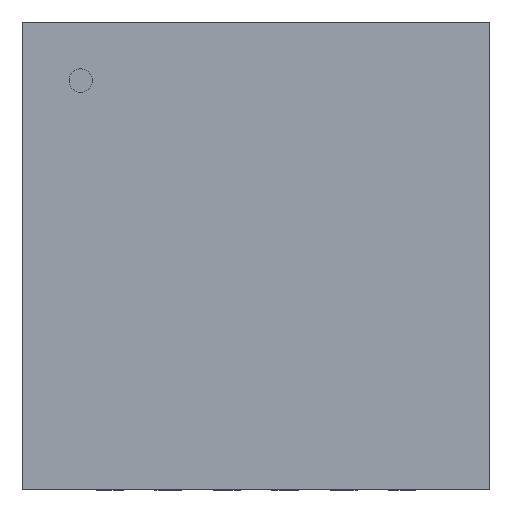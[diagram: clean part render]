
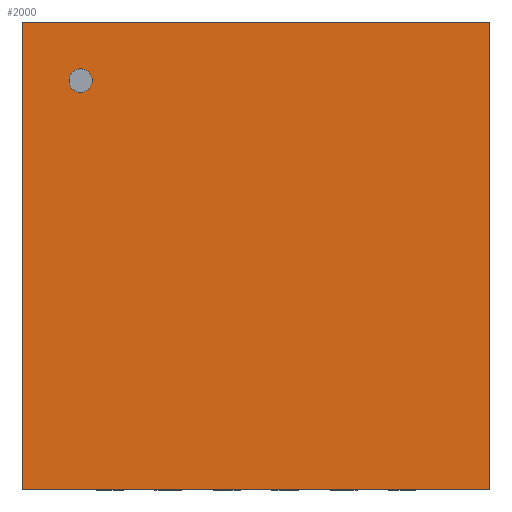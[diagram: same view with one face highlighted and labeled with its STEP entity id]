
A CAD part, top view. The second image highlights one B-rep face of the part: STEP entity #2000.
In plain terms, the highlighted planar face has unit normal (0, 0, 1).
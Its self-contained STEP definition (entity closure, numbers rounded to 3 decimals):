
#35 = VERTEX_POINT('',#36);
#36 = CARTESIAN_POINT('',(-1.4,1.5,0.92));
#42 = EDGE_CURVE('',#43,#35,#45,.T.);
#43 = VERTEX_POINT('',#44);
#44 = CARTESIAN_POINT('',(-1.6,1.5,0.92));
#45 = CIRCLE('',#46,0.1);
#46 = AXIS2_PLACEMENT_3D('',#47,#48,#49);
#47 = CARTESIAN_POINT('',(-1.5,1.5,0.92));
#48 = DIRECTION('',(0.,0.,1.));
#49 = DIRECTION('',(1.,0.,0.));
#1164 = VERTEX_POINT('',#1165);
#1165 = CARTESIAN_POINT('',(-2.,2.,0.92));
#1171 = EDGE_CURVE('',#1172,#1164,#1174,.T.);
#1172 = VERTEX_POINT('',#1173);
#1173 = CARTESIAN_POINT('',(2.,2.,0.92));
#1174 = LINE('',#1175,#1176);
#1175 = CARTESIAN_POINT('',(-2.,2.,0.92));
#1176 = VECTOR('',#1177,1.);
#1177 = DIRECTION('',(-1.,0.,0.));
#1319 = EDGE_CURVE('',#1320,#1172,#1322,.T.);
#1320 = VERTEX_POINT('',#1321);
#1321 = CARTESIAN_POINT('',(2.,-2.,0.92));
#1322 = LINE('',#1323,#1324);
#1323 = CARTESIAN_POINT('',(2.,-2.,0.92));
#1324 = VECTOR('',#1325,1.);
#1325 = DIRECTION('',(0.,1.,0.));
#1790 = EDGE_CURVE('',#1791,#1320,#1793,.T.);
#1791 = VERTEX_POINT('',#1792);
#1792 = CARTESIAN_POINT('',(-2.,-2.,0.92));
#1793 = LINE('',#1794,#1795);
#1794 = CARTESIAN_POINT('',(-2.,-2.,0.92));
#1795 = VECTOR('',#1796,1.);
#1796 = DIRECTION('',(1.,0.,0.));
#1953 = EDGE_CURVE('',#1164,#1791,#1954,.T.);
#1954 = LINE('',#1955,#1956);
#1955 = CARTESIAN_POINT('',(-2.,-2.,0.92));
#1956 = VECTOR('',#1957,1.);
#1957 = DIRECTION('',(0.,-1.,0.));
#2000 = ADVANCED_FACE('',(#2001,#2011),#2017,.T.);
#2001 = FACE_BOUND('',#2002,.T.);
#2002 = EDGE_LOOP('',(#2003,#2010));
#2003 = ORIENTED_EDGE('',*,*,#2004,.F.);
#2004 = EDGE_CURVE('',#35,#43,#2005,.T.);
#2005 = CIRCLE('',#2006,0.1);
#2006 = AXIS2_PLACEMENT_3D('',#2007,#2008,#2009);
#2007 = CARTESIAN_POINT('',(-1.5,1.5,0.92));
#2008 = DIRECTION('',(0.,0.,1.));
#2009 = DIRECTION('',(1.,0.,0.));
#2010 = ORIENTED_EDGE('',*,*,#42,.F.);
#2011 = FACE_BOUND('',#2012,.T.);
#2012 = EDGE_LOOP('',(#2013,#2014,#2015,#2016));
#2013 = ORIENTED_EDGE('',*,*,#1790,.T.);
#2014 = ORIENTED_EDGE('',*,*,#1319,.T.);
#2015 = ORIENTED_EDGE('',*,*,#1171,.T.);
#2016 = ORIENTED_EDGE('',*,*,#1953,.T.);
#2017 = PLANE('',#2018);
#2018 = AXIS2_PLACEMENT_3D('',#2019,#2020,#2021);
#2019 = CARTESIAN_POINT('',(2.,-2.,0.92));
#2020 = DIRECTION('',(0.,0.,1.));
#2021 = DIRECTION('',(1.,0.,0.));
